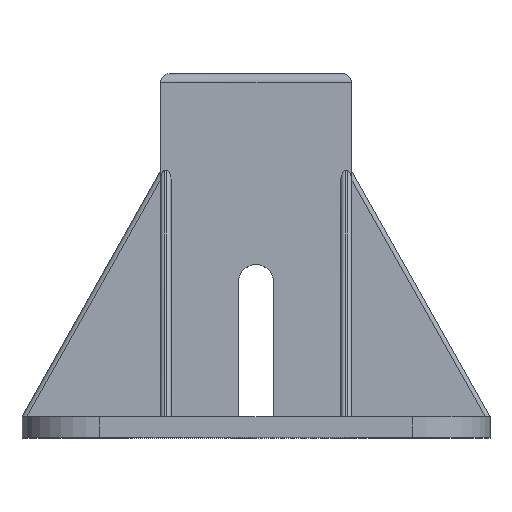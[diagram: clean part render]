
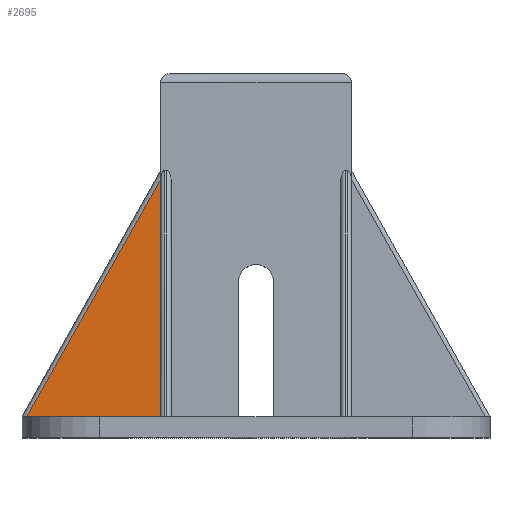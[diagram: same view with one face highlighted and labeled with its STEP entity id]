
A CAD part, top view. The second image highlights one B-rep face of the part: STEP entity #2695.
In plain terms, the highlighted planar face has unit normal (0, 0, 1).
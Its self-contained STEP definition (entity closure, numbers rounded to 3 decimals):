
#269 = VERTEX_POINT ( 'NONE', #2867 ) ;
#748 = CARTESIAN_POINT ( 'NONE',  ( -66.123, 6., 27.5 ) ) ;
#1060 = LINE ( 'NONE', #1099, #1098 ) ;
#1067 = PLANE ( 'NONE',  #1091 ) ;
#1087 = DIRECTION ( 'NONE',  ( -1., 0., 0. ) ) ;
#1088 = DIRECTION ( 'NONE',  ( 0., 0., -1. ) ) ;
#1091 = AXIS2_PLACEMENT_3D ( 'NONE', #1096, #1088, #1087 ) ;
#1092 = DIRECTION ( 'NONE',  ( 0., 1., 0. ) ) ;
#1093 = VECTOR ( 'NONE', #1092, 1000. ) ;
#1094 = CARTESIAN_POINT ( 'NONE',  ( -27.5, 105., 27.5 ) ) ;
#1095 = LINE ( 'NONE', #1094, #1093 ) ;
#1096 = CARTESIAN_POINT ( 'NONE',  ( 27.5, 105., 27.5 ) ) ;
#1097 = DIRECTION ( 'NONE',  ( -0.491, -0.871, 0. ) ) ;
#1098 = VECTOR ( 'NONE', #1097, 1000. ) ;
#1099 = CARTESIAN_POINT ( 'NONE',  ( -66.455, 5.411, 27.5 ) ) ;
#1105 = CARTESIAN_POINT ( 'NONE',  ( -27.5, 6., 27.5 ) ) ;
#1110 = FACE_OUTER_BOUND ( 'NONE', #2273, .T. ) ;
#1207 = LINE ( 'NONE', #1244, #1243 ) ;
#1242 = DIRECTION ( 'NONE',  ( 1., 0., 0. ) ) ;
#1243 = VECTOR ( 'NONE', #1242, 1000. ) ;
#1244 = CARTESIAN_POINT ( 'NONE',  ( 27.5, 6., 27.5 ) ) ;
#2255 = VERTEX_POINT ( 'NONE', #748 ) ;
#2269 = ORIENTED_EDGE ( 'NONE', *, *, #3139, .T. ) ;
#2273 = EDGE_LOOP ( 'NONE', ( #2702, #2694, #2269 ) ) ;
#2691 = EDGE_CURVE ( 'NONE', #269, #2255, #1060, .T. ) ;
#2692 = EDGE_CURVE ( 'NONE', #2697, #269, #1095, .T. ) ;
#2694 = ORIENTED_EDGE ( 'NONE', *, *, #2691, .T. ) ;
#2695 = ADVANCED_FACE ( 'NONE', ( #1110 ), #1067, .F. ) ;
#2697 = VERTEX_POINT ( 'NONE', #1105 ) ;
#2702 = ORIENTED_EDGE ( 'NONE', *, *, #2692, .T. ) ;
#2867 = CARTESIAN_POINT ( 'NONE',  ( -27.5, 74.555, 27.5 ) ) ;
#3139 = EDGE_CURVE ( 'NONE', #2255, #2697, #1207, .T. ) ;
